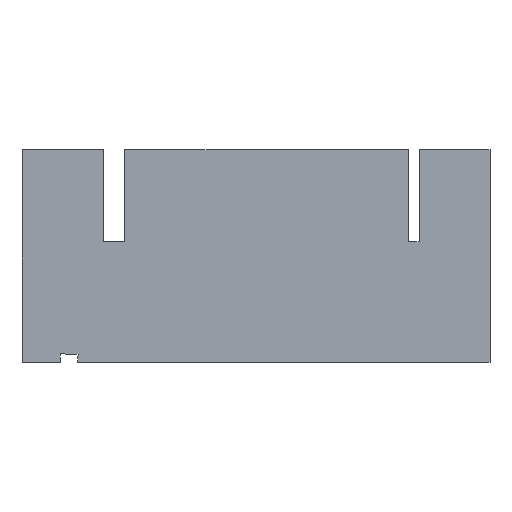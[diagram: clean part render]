
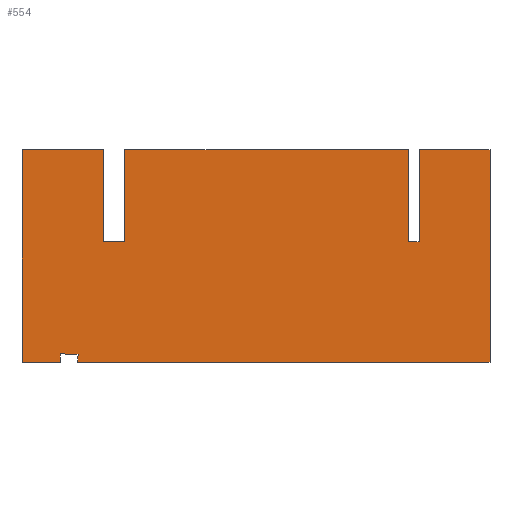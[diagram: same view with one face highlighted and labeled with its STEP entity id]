
A CAD part, top view. The second image highlights one B-rep face of the part: STEP entity #554.
In plain terms, the highlighted planar face has unit normal (0, 0, 1).
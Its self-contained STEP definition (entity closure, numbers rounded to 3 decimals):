
#36=CARTESIAN_POINT('Line Origine',(395.364,0.,3.)) ;
#40=CARTESIAN_POINT('Vertex',(400.728,0.,3.)) ;
#42=CARTESIAN_POINT('Vertex',(390.,0.,3.)) ;
#76=CARTESIAN_POINT('Line Origine',(390.,30.,3.)) ;
#80=CARTESIAN_POINT('Vertex',(390.,60.,3.)) ;
#107=CARTESIAN_POINT('Line Origine',(401.5,60.,3.)) ;
#111=CARTESIAN_POINT('Vertex',(413.,60.,3.)) ;
#138=CARTESIAN_POINT('Line Origine',(413.,47.,3.)) ;
#142=CARTESIAN_POINT('Vertex',(413.,34.,3.)) ;
#169=CARTESIAN_POINT('Line Origine',(416.,34.,3.)) ;
#173=CARTESIAN_POINT('Vertex',(419.,34.,3.)) ;
#200=CARTESIAN_POINT('Line Origine',(419.,47.,3.)) ;
#204=CARTESIAN_POINT('Vertex',(419.,60.,3.)) ;
#226=CARTESIAN_POINT('Line Origine',(459.,60.,3.)) ;
#230=CARTESIAN_POINT('Vertex',(499.,60.,3.)) ;
#257=CARTESIAN_POINT('Line Origine',(499.,47.,3.)) ;
#261=CARTESIAN_POINT('Vertex',(499.,34.,3.)) ;
#283=CARTESIAN_POINT('Line Origine',(500.5,34.,3.)) ;
#287=CARTESIAN_POINT('Vertex',(502.,34.,3.)) ;
#314=CARTESIAN_POINT('Line Origine',(502.,47.,3.)) ;
#318=CARTESIAN_POINT('Vertex',(502.,60.,3.)) ;
#340=CARTESIAN_POINT('Line Origine',(512.,60.,3.)) ;
#344=CARTESIAN_POINT('Vertex',(522.,60.,3.)) ;
#371=CARTESIAN_POINT('Line Origine',(522.,30.,3.)) ;
#375=CARTESIAN_POINT('Vertex',(522.,0.,3.)) ;
#397=CARTESIAN_POINT('Line Origine',(463.866,0.,3.)) ;
#401=CARTESIAN_POINT('Vertex',(405.731,0.,3.)) ;
#428=CARTESIAN_POINT('Line Origine',(405.769,1.117,3.)) ;
#432=CARTESIAN_POINT('Vertex',(405.806,2.235,3.)) ;
#459=CARTESIAN_POINT('Line Origine',(403.307,2.318,3.)) ;
#463=CARTESIAN_POINT('Vertex',(400.809,2.402,3.)) ;
#490=CARTESIAN_POINT('Line Origine',(400.769,1.201,3.)) ;
#531=CARTESIAN_POINT('Axis2P3D Location',(0.,0.,3.)) ;
#38=VECTOR('Line Direction',#37,1.) ;
#78=VECTOR('Line Direction',#77,1.) ;
#109=VECTOR('Line Direction',#108,1.) ;
#140=VECTOR('Line Direction',#139,1.) ;
#171=VECTOR('Line Direction',#170,1.) ;
#202=VECTOR('Line Direction',#201,1.) ;
#228=VECTOR('Line Direction',#227,1.) ;
#259=VECTOR('Line Direction',#258,1.) ;
#285=VECTOR('Line Direction',#284,1.) ;
#316=VECTOR('Line Direction',#315,1.) ;
#342=VECTOR('Line Direction',#341,1.) ;
#373=VECTOR('Line Direction',#372,1.) ;
#399=VECTOR('Line Direction',#398,1.) ;
#430=VECTOR('Line Direction',#429,1.) ;
#461=VECTOR('Line Direction',#460,1.) ;
#492=VECTOR('Line Direction',#491,1.) ;
#37=DIRECTION('Vector Direction',(-1.,0.,0.)) ;
#77=DIRECTION('Vector Direction',(0.,1.,0.)) ;
#108=DIRECTION('Vector Direction',(1.,0.,0.)) ;
#139=DIRECTION('Vector Direction',(0.,-1.,0.)) ;
#170=DIRECTION('Vector Direction',(1.,0.,0.)) ;
#201=DIRECTION('Vector Direction',(0.,1.,0.)) ;
#227=DIRECTION('Vector Direction',(1.,0.,0.)) ;
#258=DIRECTION('Vector Direction',(0.,-1.,0.)) ;
#284=DIRECTION('Vector Direction',(1.,0.,0.)) ;
#315=DIRECTION('Vector Direction',(0.,1.,0.)) ;
#341=DIRECTION('Vector Direction',(1.,0.,0.)) ;
#372=DIRECTION('Vector Direction',(0.,-1.,0.)) ;
#398=DIRECTION('Vector Direction',(-1.,0.,0.)) ;
#429=DIRECTION('Vector Direction',(-0.034,-0.999,0.)) ;
#460=DIRECTION('Vector Direction',(0.999,-0.033,0.)) ;
#491=DIRECTION('Vector Direction',(0.033,0.999,0.)) ;
#532=DIRECTION('Axis2P3D Direction',(0.,0.,-1.)) ;
#533=DIRECTION('Axis2P3D XDirection',(1.,0.,0.)) ;
#534=AXIS2_PLACEMENT_3D('Plane Axis2P3D',#531,#532,#533) ;
#39=LINE('Line',#36,#38) ;
#79=LINE('Line',#76,#78) ;
#110=LINE('Line',#107,#109) ;
#141=LINE('Line',#138,#140) ;
#172=LINE('Line',#169,#171) ;
#203=LINE('Line',#200,#202) ;
#229=LINE('Line',#226,#228) ;
#260=LINE('Line',#257,#259) ;
#286=LINE('Line',#283,#285) ;
#317=LINE('Line',#314,#316) ;
#343=LINE('Line',#340,#342) ;
#374=LINE('Line',#371,#373) ;
#400=LINE('Line',#397,#399) ;
#431=LINE('Line',#428,#430) ;
#462=LINE('Line',#459,#461) ;
#493=LINE('Line',#490,#492) ;
#535=PLANE('',#534) ;
#44=EDGE_CURVE('',#41,#43,#39,.T.) ;
#82=EDGE_CURVE('',#43,#81,#79,.T.) ;
#113=EDGE_CURVE('',#81,#112,#110,.T.) ;
#144=EDGE_CURVE('',#112,#143,#141,.T.) ;
#175=EDGE_CURVE('',#143,#174,#172,.T.) ;
#206=EDGE_CURVE('',#174,#205,#203,.T.) ;
#232=EDGE_CURVE('',#205,#231,#229,.T.) ;
#263=EDGE_CURVE('',#231,#262,#260,.T.) ;
#289=EDGE_CURVE('',#262,#288,#286,.T.) ;
#320=EDGE_CURVE('',#288,#319,#317,.T.) ;
#346=EDGE_CURVE('',#319,#345,#343,.T.) ;
#377=EDGE_CURVE('',#345,#376,#374,.T.) ;
#403=EDGE_CURVE('',#376,#402,#400,.T.) ;
#434=EDGE_CURVE('',#402,#433,#431,.F.) ;
#465=EDGE_CURVE('',#433,#464,#462,.F.) ;
#494=EDGE_CURVE('',#464,#41,#493,.F.) ;
#537=ORIENTED_EDGE('',*,*,#494,.F.) ;
#538=ORIENTED_EDGE('',*,*,#465,.F.) ;
#539=ORIENTED_EDGE('',*,*,#434,.F.) ;
#540=ORIENTED_EDGE('',*,*,#403,.F.) ;
#541=ORIENTED_EDGE('',*,*,#377,.F.) ;
#542=ORIENTED_EDGE('',*,*,#346,.F.) ;
#543=ORIENTED_EDGE('',*,*,#320,.F.) ;
#544=ORIENTED_EDGE('',*,*,#289,.F.) ;
#545=ORIENTED_EDGE('',*,*,#263,.F.) ;
#546=ORIENTED_EDGE('',*,*,#232,.F.) ;
#547=ORIENTED_EDGE('',*,*,#206,.F.) ;
#548=ORIENTED_EDGE('',*,*,#175,.F.) ;
#549=ORIENTED_EDGE('',*,*,#144,.F.) ;
#550=ORIENTED_EDGE('',*,*,#113,.F.) ;
#551=ORIENTED_EDGE('',*,*,#82,.F.) ;
#552=ORIENTED_EDGE('',*,*,#44,.F.) ;
#536=EDGE_LOOP('',(#537,#538,#539,#540,#541,#542,#543,#544,#545,#546,#547,#548,#549,#550,#551,#552)) ;
#41=VERTEX_POINT('',#40) ;
#43=VERTEX_POINT('',#42) ;
#81=VERTEX_POINT('',#80) ;
#112=VERTEX_POINT('',#111) ;
#143=VERTEX_POINT('',#142) ;
#174=VERTEX_POINT('',#173) ;
#205=VERTEX_POINT('',#204) ;
#231=VERTEX_POINT('',#230) ;
#262=VERTEX_POINT('',#261) ;
#288=VERTEX_POINT('',#287) ;
#319=VERTEX_POINT('',#318) ;
#345=VERTEX_POINT('',#344) ;
#376=VERTEX_POINT('',#375) ;
#402=VERTEX_POINT('',#401) ;
#433=VERTEX_POINT('',#432) ;
#464=VERTEX_POINT('',#463) ;
#554=ADVANCED_FACE('PartBody',(#553),#535,.F.) ;
#553=FACE_OUTER_BOUND('',#536,.T.) ;
